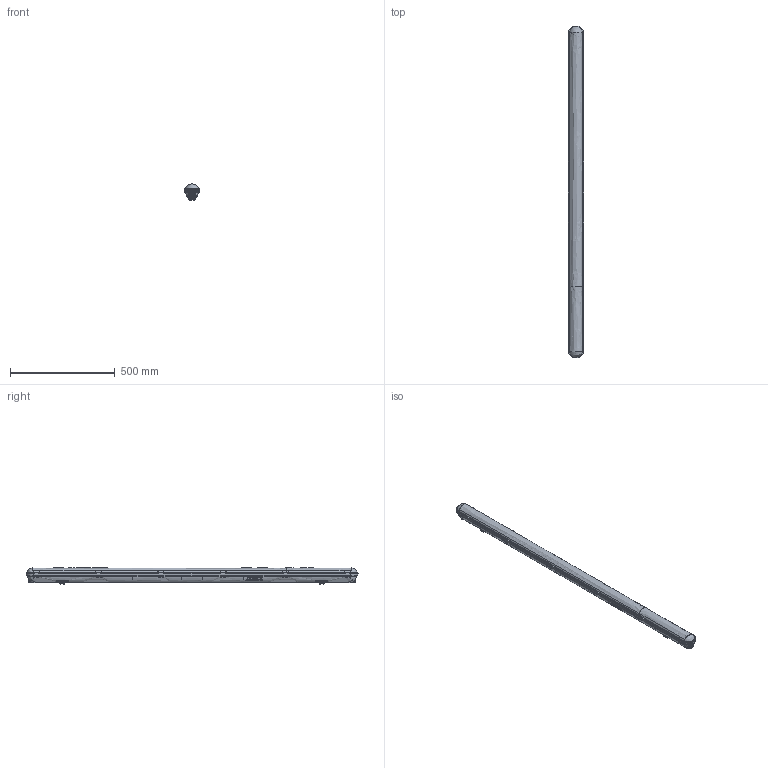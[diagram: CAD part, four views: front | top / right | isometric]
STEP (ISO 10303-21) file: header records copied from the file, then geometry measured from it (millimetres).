
FILE_DESCRIPTION (( 'STEP AP214' ), '1' );
FILE_NAME ('PRACHT_LUNA ECO_1500mm.step', '2023-02-21T14:53:23', ( '' ), ( '' ), 'SwSTEP 2.0', 'SolidWorks 2022', '' );
FILE_SCHEMA (( 'AUTOMOTIVE_DESIGN' ));
Length unit declared in the file: millimetre
Products named in the file (11): WL0118_001002_X_Gehäuseclip; WL0118_001000_X_Gehäuseclip vormontiert; WL0118_000004_X_Wanne 1500; WL0118_003000_X_Gehäuse vormontiert_X_1500 mm; WL0118_003004_X_Würgestopfen; PRACHT_LUNA ECO_1500mm; WL0118_000002_X_Befestigungsklammer; WL0118_003005_X_Gehäuse 1500; WL0118_003003_X_Sicherungsband; WL0118_001001_X_Bügel; WL0118_003002_X_Geräteträgeraufnahme
Assembly tree (25 placements, depth 3):
  PRACHT_LUNA ECO_1500mm
    WL0118_003000_X_Gehäuse vormontiert_X_1500 mm
      WL0118_003004_X_Würgestopfen  x2
      WL0118_003002_X_Geräteträgeraufnahme  x2
      WL0118_003003_X_Sicherungsband  x2
      WL0118_003005_X_Gehäuse 1500
    WL0118_000002_X_Befestigungsklammer  x2
    WL0118_001000_X_Gehäuseclip vormontiert  x12
      WL0118_001001_X_Bügel
      WL0118_001002_X_Gehäuseclip
    WL0118_000004_X_Wanne 1500
Bounding box: 72.79 x 1584.5 x 76.54 mm (x, y, z)
Volume: 666678.7 mm3; surface area: 866727.1 mm2
Topology: 34 solids, 34 shells, 5043 faces, 13552 edges, 8645 vertices
Faces by surface type: plane 2057, cylinder 1706, bspline 818, torus 240, cone 156, sphere 66
Entity records: 162208 total; most frequent: CARTESIAN_POINT 77062, ORIENTED_EDGE 19522, DIRECTION 15167, EDGE_CURVE 9761, VERTEX_POINT 6257, AXIS2_PLACEMENT_3D 5168, VECTOR 4831, LINE 4831
